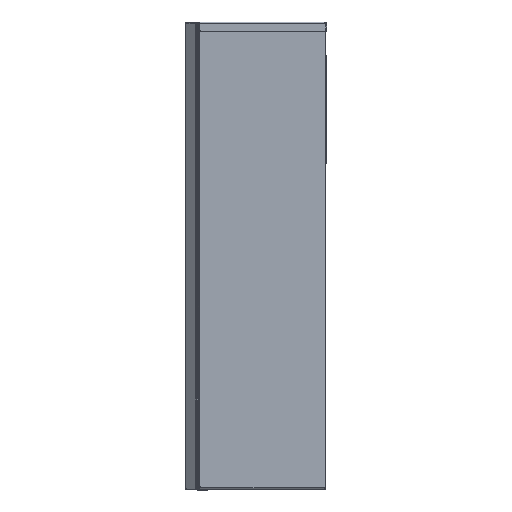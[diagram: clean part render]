
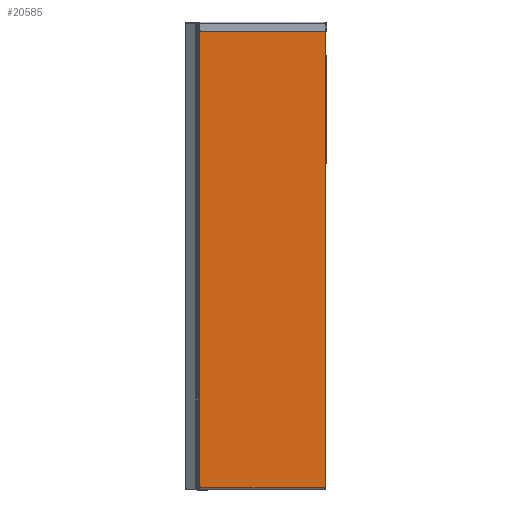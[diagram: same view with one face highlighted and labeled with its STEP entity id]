
A CAD part, top view. The second image highlights one B-rep face of the part: STEP entity #20585.
In plain terms, the highlighted planar face has unit normal (0, 0, 1).
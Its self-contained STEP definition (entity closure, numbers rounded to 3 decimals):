
#1673 = AXIS2_PLACEMENT_3D ( 'NONE', #29753, #29782, #29784 ) ;
#5673 = EDGE_LOOP ( 'NONE', ( #6610, #6564, #6601, #6647, #6604, #6554, #6578, #6588, #6634 ) ) ;
#5847 = VERTEX_POINT ( 'NONE', #28388 ) ;
#5855 = VERTEX_POINT ( 'NONE', #28378 ) ;
#5920 = VERTEX_POINT ( 'NONE', #28470 ) ;
#5975 = VERTEX_POINT ( 'NONE', #28526 ) ;
#5979 = VERTEX_POINT ( 'NONE', #28498 ) ;
#6007 = VERTEX_POINT ( 'NONE', #28551 ) ;
#6016 = VERTEX_POINT ( 'NONE', #28556 ) ;
#6024 = VERTEX_POINT ( 'NONE', #28594 ) ;
#6036 = VERTEX_POINT ( 'NONE', #28563 ) ;
#6554 = ORIENTED_EDGE ( 'NONE', *, *, #11097, .F. ) ;
#6564 = ORIENTED_EDGE ( 'NONE', *, *, #11095, .F. ) ;
#6578 = ORIENTED_EDGE ( 'NONE', *, *, #11078, .F. ) ;
#6588 = ORIENTED_EDGE ( 'NONE', *, *, #11070, .F. ) ;
#6601 = ORIENTED_EDGE ( 'NONE', *, *, #11049, .T. ) ;
#6604 = ORIENTED_EDGE ( 'NONE', *, *, #11045, .T. ) ;
#6610 = ORIENTED_EDGE ( 'NONE', *, *, #10936, .F. ) ;
#6634 = ORIENTED_EDGE ( 'NONE', *, *, #11063, .F. ) ;
#6647 = ORIENTED_EDGE ( 'NONE', *, *, #11075, .F. ) ;
#10936 = EDGE_CURVE ( 'NONE', #5979, #5975, #32004, .T. ) ;
#11045 = EDGE_CURVE ( 'NONE', #6007, #6024, #32418, .T. ) ;
#11049 = EDGE_CURVE ( 'NONE', #5855, #6016, #32404, .T. ) ;
#11063 = EDGE_CURVE ( 'NONE', #5975, #5847, #30464, .T. ) ;
#11070 = EDGE_CURVE ( 'NONE', #5847, #6036, #32674, .T. ) ;
#11075 = EDGE_CURVE ( 'NONE', #6007, #6016, #30433, .T. ) ;
#11078 = EDGE_CURVE ( 'NONE', #6036, #5920, #30462, .T. ) ;
#11095 = EDGE_CURVE ( 'NONE', #5855, #5979, #30444, .T. ) ;
#11097 = EDGE_CURVE ( 'NONE', #5920, #6024, #30482, .T. ) ;
#20585 = ADVANCED_FACE ( 'NONE', ( #29783 ), #29788, .T. ) ;
#28378 = CARTESIAN_POINT ( 'NONE',  ( 14142.594, 2731.174, 351.045 ) ) ;
#28388 = CARTESIAN_POINT ( 'NONE',  ( 14142.577, 1984.647, 351.045 ) ) ;
#28470 = CARTESIAN_POINT ( 'NONE',  ( 13941.952, 1986.105, 351.045 ) ) ;
#28498 = CARTESIAN_POINT ( 'NONE',  ( 14143.725, 2730.358, 351.045 ) ) ;
#28526 = CARTESIAN_POINT ( 'NONE',  ( 14143.725, 1985.498, 351.045 ) ) ;
#28551 = CARTESIAN_POINT ( 'NONE',  ( 13941.436, 2730.538, 351.045 ) ) ;
#28556 = CARTESIAN_POINT ( 'NONE',  ( 13942.072, 2731.174, 351.045 ) ) ;
#28563 = CARTESIAN_POINT ( 'NONE',  ( 13941.448, 1984.647, 351.045 ) ) ;
#28594 = CARTESIAN_POINT ( 'NONE',  ( 13941.436, 1987.575, 351.045 ) ) ;
#29753 = CARTESIAN_POINT ( 'NONE',  ( 14148.434, 2731.697, 351.045 ) ) ;
#29782 = DIRECTION ( 'NONE',  ( 0., 0., 1. ) ) ;
#29783 = FACE_OUTER_BOUND ( 'NONE', #5673, .T. ) ;
#29784 = DIRECTION ( 'NONE',  ( 1., 0., 0. ) ) ;
#29788 = PLANE ( 'NONE',  #1673 ) ;
#30317 = VECTOR ( 'NONE', #32023, 1000. ) ;
#30426 = VECTOR ( 'NONE', #32420, 1000. ) ;
#30429 = VECTOR ( 'NONE', #32698, 1000. ) ;
#30433 = CIRCLE ( 'NONE', #30441, 0.971 ) ;
#30434 = AXIS2_PLACEMENT_3D ( 'NONE', #32677, #32697, #32699 ) ;
#30436 = AXIS2_PLACEMENT_3D ( 'NONE', #32781, #32801, #32774 ) ;
#30441 = AXIS2_PLACEMENT_3D ( 'NONE', #32690, #32710, #32713 ) ;
#30444 = CIRCLE ( 'NONE', #30436, 1.5 ) ;
#30448 = AXIS2_PLACEMENT_3D ( 'NONE', #32804, #32780, #32806 ) ;
#30458 = VECTOR ( 'NONE', #32432, 1000. ) ;
#30461 = AXIS2_PLACEMENT_3D ( 'NONE', #31346, #31342, #31344 ) ;
#30462 = CIRCLE ( 'NONE', #30434, 3. ) ;
#30464 = CIRCLE ( 'NONE', #30461, 1.5 ) ;
#30482 = CIRCLE ( 'NONE', #30448, 0.971 ) ;
#31342 = DIRECTION ( 'NONE',  ( 0., 0., 1. ) ) ;
#31344 = DIRECTION ( 'NONE',  ( -1., 0., 0. ) ) ;
#31346 = CARTESIAN_POINT ( 'NONE',  ( 14143.937, 1984.013, 351.045 ) ) ;
#31979 = CARTESIAN_POINT ( 'NONE',  ( 14143.725, 2731.697, 351.045 ) ) ;
#32004 = LINE ( 'NONE', #31979, #30317 ) ;
#32023 = DIRECTION ( 'NONE',  ( 0., -1., 0. ) ) ;
#32404 = LINE ( 'NONE', #32427, #30458 ) ;
#32418 = LINE ( 'NONE', #32437, #30426 ) ;
#32420 = DIRECTION ( 'NONE',  ( 0., -1., 0. ) ) ;
#32427 = CARTESIAN_POINT ( 'NONE',  ( 14148.434, 2731.174, 351.045 ) ) ;
#32432 = DIRECTION ( 'NONE',  ( -1., 0., 0. ) ) ;
#32437 = CARTESIAN_POINT ( 'NONE',  ( 13941.436, 2731.697, 351.045 ) ) ;
#32674 = LINE ( 'NONE', #32688, #30429 ) ;
#32677 = CARTESIAN_POINT ( 'NONE',  ( 13944.44, 1984.429, 351.045 ) ) ;
#32688 = CARTESIAN_POINT ( 'NONE',  ( 14148.434, 1984.647, 351.045 ) ) ;
#32690 = CARTESIAN_POINT ( 'NONE',  ( 13941.145, 2731.464, 351.045 ) ) ;
#32697 = DIRECTION ( 'NONE',  ( 0., 0., -1. ) ) ;
#32698 = DIRECTION ( 'NONE',  ( -1., 0., 0. ) ) ;
#32699 = DIRECTION ( 'NONE',  ( -1., 0., 0. ) ) ;
#32710 = DIRECTION ( 'NONE',  ( 0., 0., 1. ) ) ;
#32713 = DIRECTION ( 'NONE',  ( -1., 0., 0. ) ) ;
#32774 = DIRECTION ( 'NONE',  ( -1., 0., 0. ) ) ;
#32780 = DIRECTION ( 'NONE',  ( 0., 0., 1. ) ) ;
#32781 = CARTESIAN_POINT ( 'NONE',  ( 14143.937, 2731.843, 351.045 ) ) ;
#32801 = DIRECTION ( 'NONE',  ( 0., 0., 1. ) ) ;
#32804 = CARTESIAN_POINT ( 'NONE',  ( 13941.147, 1986.648, 351.045 ) ) ;
#32806 = DIRECTION ( 'NONE',  ( -1., 0., 0. ) ) ;
